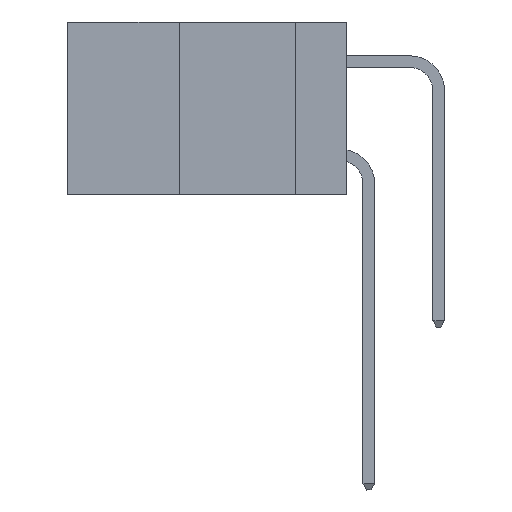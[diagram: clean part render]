
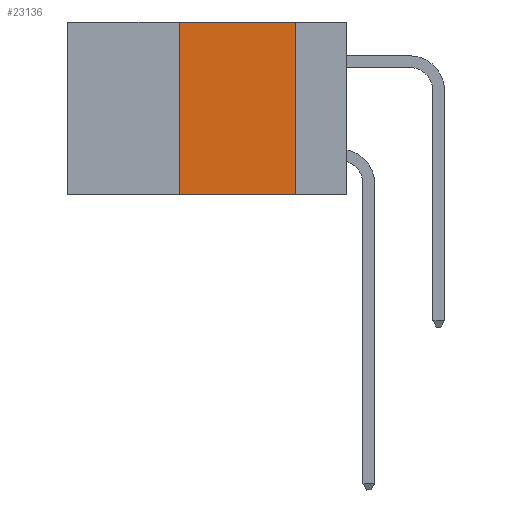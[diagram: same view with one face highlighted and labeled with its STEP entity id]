
A CAD part, left-side view. The second image highlights one B-rep face of the part: STEP entity #23136.
In plain terms, the highlighted planar face has unit normal (-1, 0, 0).
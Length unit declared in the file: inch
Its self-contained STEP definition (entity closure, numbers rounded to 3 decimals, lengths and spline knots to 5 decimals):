
#127 = CARTESIAN_POINT ( 'NONE',  ( 0., 0.11, -0.37 ) ) ;
#2381 = EDGE_CURVE ( 'NONE', #30499, #19743, #5913, .T. ) ;
#5503 = ORIENTED_EDGE ( 'NONE', *, *, #31866, .F. ) ;
#5913 = LINE ( 'NONE', #27970, #24540 ) ;
#6887 = CARTESIAN_POINT ( 'NONE',  ( 0., 0.36, -0.37 ) ) ;
#8034 = CARTESIAN_POINT ( 'NONE',  ( 0., 0.36, 0. ) ) ;
#9183 = CARTESIAN_POINT ( 'NONE',  ( 0., 0.11, 0. ) ) ;
#9498 = LINE ( 'NONE', #25396, #24878 ) ;
#9802 = AXIS2_PLACEMENT_3D ( 'NONE', #30137, #27662, #20327 ) ;
#10487 = EDGE_CURVE ( 'NONE', #19743, #12749, #28659, .T. ) ;
#10521 = ORIENTED_EDGE ( 'NONE', *, *, #2381, .F. ) ;
#12291 = DIRECTION ( 'NONE',  ( 0., -1., 0. ) ) ;
#12749 = VERTEX_POINT ( 'NONE', #127 ) ;
#13980 = FACE_OUTER_BOUND ( 'NONE', #27802, .T. ) ;
#16106 = DIRECTION ( 'NONE',  ( 0., 0., -1. ) ) ;
#19743 = VERTEX_POINT ( 'NONE', #9183 ) ;
#20050 = DIRECTION ( 'NONE',  ( 0., -1., 0. ) ) ;
#20327 = DIRECTION ( 'NONE',  ( 0., 0., -1. ) ) ;
#21744 = CARTESIAN_POINT ( 'NONE',  ( 0., 0.36, 0. ) ) ;
#22848 = LINE ( 'NONE', #21744, #27187 ) ;
#23136 = ADVANCED_FACE ( 'NONE', ( #13980 ), #30484, .F. ) ;
#23190 = VERTEX_POINT ( 'NONE', #6887 ) ;
#23401 = EDGE_CURVE ( 'NONE', #23190, #12749, #9498, .T. ) ;
#23890 = CARTESIAN_POINT ( 'NONE',  ( 0., 0.11, 0. ) ) ;
#24440 = DIRECTION ( 'NONE',  ( 0., 0., 1. ) ) ;
#24540 = VECTOR ( 'NONE', #12291, 39.37008 ) ;
#24878 = VECTOR ( 'NONE', #20050, 39.37008 ) ;
#25396 = CARTESIAN_POINT ( 'NONE',  ( 0., 0.6, -0.37 ) ) ;
#25846 = VECTOR ( 'NONE', #16106, 39.37008 ) ;
#27187 = VECTOR ( 'NONE', #24440, 39.37008 ) ;
#27662 = DIRECTION ( 'NONE',  ( 1., 0., 0. ) ) ;
#27802 = EDGE_LOOP ( 'NONE', ( #31211, #10521, #5503, #30883 ) ) ;
#27970 = CARTESIAN_POINT ( 'NONE',  ( 0., 0.6, 0. ) ) ;
#28659 = LINE ( 'NONE', #23890, #25846 ) ;
#30137 = CARTESIAN_POINT ( 'NONE',  ( 0., 0.6, 0. ) ) ;
#30484 = PLANE ( 'NONE',  #9802 ) ;
#30499 = VERTEX_POINT ( 'NONE', #8034 ) ;
#30883 = ORIENTED_EDGE ( 'NONE', *, *, #23401, .T. ) ;
#31211 = ORIENTED_EDGE ( 'NONE', *, *, #10487, .F. ) ;
#31866 = EDGE_CURVE ( 'NONE', #23190, #30499, #22848, .T. ) ;
